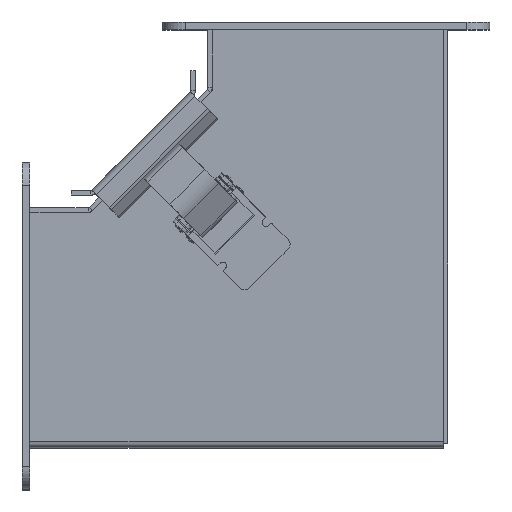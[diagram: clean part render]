
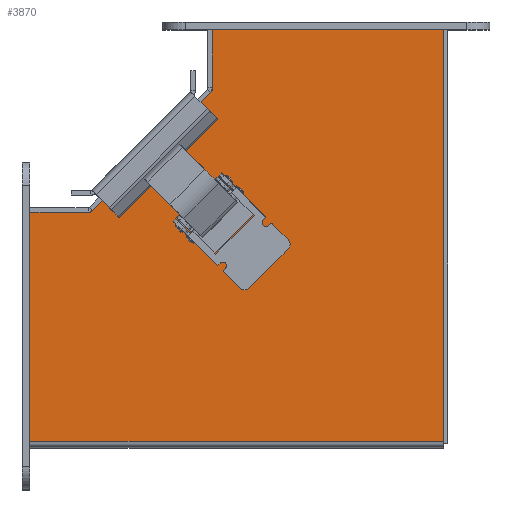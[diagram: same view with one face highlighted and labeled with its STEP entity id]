
A CAD part, top view. The second image highlights one B-rep face of the part: STEP entity #3870.
In plain terms, the highlighted face is planar.
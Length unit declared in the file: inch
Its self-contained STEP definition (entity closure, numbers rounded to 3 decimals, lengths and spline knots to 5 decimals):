
#162=PLANE('',#4114);
#318=FACE_OUTER_BOUND('',#547,.T.);
#547=EDGE_LOOP('',(#2643,#2644,#2645,#2646,#2647,#2648,#2649));
#951=LINE('',#5673,#1338);
#966=LINE('',#5709,#1353);
#969=LINE('',#5715,#1356);
#970=LINE('',#5717,#1357);
#971=LINE('',#5719,#1358);
#972=LINE('',#5721,#1359);
#973=LINE('',#5722,#1360);
#1338=VECTOR('',#4499,6.801);
#1353=VECTOR('',#4538,3.76975);
#1356=VECTOR('',#4543,6.76975);
#1357=VECTOR('',#4544,3.801);
#1358=VECTOR('',#4545,1.);
#1359=VECTOR('',#4546,2.82843);
#1360=VECTOR('',#4547,1.);
#1726=VERTEX_POINT('',#5670);
#1727=VERTEX_POINT('',#5672);
#1736=VERTEX_POINT('',#5708);
#1738=VERTEX_POINT('',#5714);
#1739=VERTEX_POINT('',#5716);
#1740=VERTEX_POINT('',#5718);
#1741=VERTEX_POINT('',#5720);
#2070=EDGE_CURVE('',#1727,#1726,#951,.T.);
#2088=EDGE_CURVE('',#1736,#1727,#966,.T.);
#2091=EDGE_CURVE('',#1726,#1738,#969,.T.);
#2092=EDGE_CURVE('',#1738,#1739,#970,.T.);
#2093=EDGE_CURVE('',#1739,#1740,#971,.T.);
#2094=EDGE_CURVE('',#1740,#1741,#972,.T.);
#2095=EDGE_CURVE('',#1741,#1736,#973,.T.);
#2643=ORIENTED_EDGE('',*,*,#2070,.T.);
#2644=ORIENTED_EDGE('',*,*,#2091,.T.);
#2645=ORIENTED_EDGE('',*,*,#2092,.T.);
#2646=ORIENTED_EDGE('',*,*,#2093,.T.);
#2647=ORIENTED_EDGE('',*,*,#2094,.T.);
#2648=ORIENTED_EDGE('',*,*,#2095,.T.);
#2649=ORIENTED_EDGE('',*,*,#2088,.T.);
#3870=ADVANCED_FACE('',(#318),#162,.F.);
#4114=AXIS2_PLACEMENT_3D('',#5713,#4541,#4542);
#4499=DIRECTION('',(0.,1.,0.));
#4538=DIRECTION('',(-1.,0.,0.));
#4541=DIRECTION('center_axis',(0.,0.,1.));
#4542=DIRECTION('ref_axis',(1.,0.,0.));
#4543=DIRECTION('',(1.,0.,0.));
#4544=DIRECTION('',(0.,-1.,0.));
#4545=DIRECTION('',(-1.,0.,0.));
#4546=DIRECTION('',(-0.707,-0.707,0.));
#4547=DIRECTION('',(0.,-1.,0.));
#5670=CARTESIAN_POINT('',(-4.8487,4.51316,0.));
#5672=CARTESIAN_POINT('',(-4.8487,-2.28784,0.));
#5673=CARTESIAN_POINT('',(-4.8487,-0.42257,0.));
#5708=CARTESIAN_POINT('',(-1.07895,-2.28784,0.));
#5709=CARTESIAN_POINT('',(-1.07895,-2.28784,0.));
#5713=CARTESIAN_POINT('Origin',(-1.84815,1.44271,0.));
#5714=CARTESIAN_POINT('',(1.92105,4.51316,0.));
#5715=CARTESIAN_POINT('',(-4.95395,4.51316,0.));
#5716=CARTESIAN_POINT('',(1.92105,0.71216,0.));
#5717=CARTESIAN_POINT('',(1.92105,4.51316,0.));
#5718=CARTESIAN_POINT('',(0.92105,0.71216,0.));
#5719=CARTESIAN_POINT('',(1.92105,0.71216,0.));
#5720=CARTESIAN_POINT('',(-1.07895,-1.28784,0.));
#5721=CARTESIAN_POINT('',(0.92105,0.71216,0.));
#5722=CARTESIAN_POINT('',(-1.07895,-1.28784,0.));
